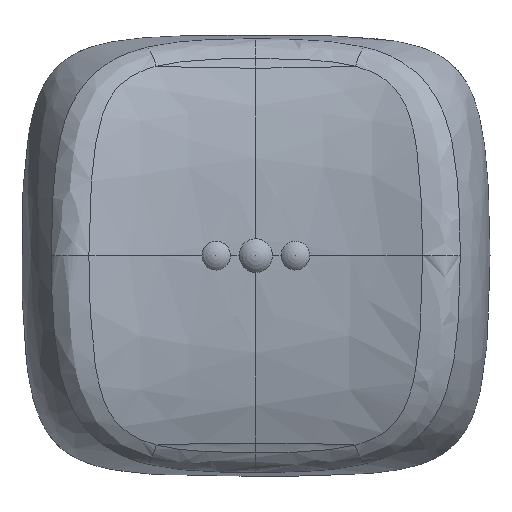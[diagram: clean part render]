
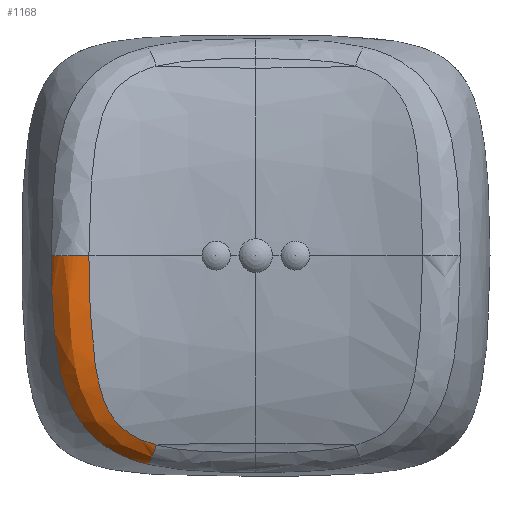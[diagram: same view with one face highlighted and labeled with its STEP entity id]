
A CAD part, top view. The second image highlights one B-rep face of the part: STEP entity #1168.
In plain terms, the highlighted free-form (B-spline) face has degree [3, 3] with [5, 12] control points.
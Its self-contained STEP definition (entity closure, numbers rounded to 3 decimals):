
#36=B_SPLINE_SURFACE_WITH_KNOTS('',3,3,((#7117,#7118,#7119,#7120,#7121,
#7122,#7123,#7124,#7125,#7126,#7127,#7128),(#7129,#7130,#7131,#7132,#7133,
#7134,#7135,#7136,#7137,#7138,#7139,#7140),(#7141,#7142,#7143,#7144,#7145,
#7146,#7147,#7148,#7149,#7150,#7151,#7152),(#7153,#7154,#7155,#7156,#7157,
#7158,#7159,#7160,#7161,#7162,#7163,#7164),(#7165,#7166,#7167,#7168,#7169,
#7170,#7171,#7172,#7173,#7174,#7175,#7176)),.UNSPECIFIED.,.F.,.F.,.F.,(4,
1,4),(4,1,1,1,1,1,1,1,1,4),(0.,0.5,1.),(0.,0.087,0.116,
0.173,0.231,0.347,0.462,
0.578,0.665,0.809),.UNSPECIFIED.);
#100=B_SPLINE_CURVE_WITH_KNOTS('',3,(#6032,#6033,#6034,#6035,#6036,#6037,
#6038,#6039,#6040,#6041,#6042,#6043),.UNSPECIFIED.,.F.,.F.,(4,1,1,1,1,1,
1,1,1,4),(0.,0.087,0.116,0.173,0.231,
0.347,0.462,0.578,0.665,
0.809),.UNSPECIFIED.);
#108=B_SPLINE_CURVE_WITH_KNOTS('',3,(#7044,#7045,#7046,#7047,#7048,#7049,
#7050,#7051,#7052,#7053,#7054,#7055),.UNSPECIFIED.,.F.,.F.,(4,1,1,1,1,1,
1,1,1,4),(-0.809,-0.665,-0.578,-0.462,
-0.347,-0.231,-0.173,-0.116,
-0.087,0.),.UNSPECIFIED.);
#196=FACE_OUTER_BOUND('',#262,.T.);
#262=EDGE_LOOP('',(#1059,#1060,#1061,#1062));
#313=CIRCLE('',#1259,1.26);
#315=CIRCLE('',#1261,1.26);
#534=VERTEX_POINT('',#5881);
#539=VERTEX_POINT('',#6031);
#546=VERTEX_POINT('',#7037);
#547=VERTEX_POINT('',#7043);
#705=EDGE_CURVE('',#539,#534,#100,.T.);
#716=EDGE_CURVE('',#547,#546,#108,.T.);
#721=EDGE_CURVE('',#539,#546,#313,.T.);
#724=EDGE_CURVE('',#534,#547,#315,.T.);
#1059=ORIENTED_EDGE('',*,*,#724,.T.);
#1060=ORIENTED_EDGE('',*,*,#716,.T.);
#1061=ORIENTED_EDGE('',*,*,#721,.F.);
#1062=ORIENTED_EDGE('',*,*,#705,.T.);
#1168=ADVANCED_FACE('',(#196),#36,.F.);
#1259=AXIS2_PLACEMENT_3D('',#7109,#1479,#1480);
#1261=AXIS2_PLACEMENT_3D('',#7177,#1483,#1484);
#1479=DIRECTION('center_axis',(0.957,-0.201,-0.211));
#1480=DIRECTION('ref_axis',(0.126,-0.37,0.92));
#1483=DIRECTION('center_axis',(0.,-1.,0.));
#1484=DIRECTION('ref_axis',(0.3,0.,0.954));
#5881=CARTESIAN_POINT('',(-6.23,0.,5.526));
#6031=CARTESIAN_POINT('',(-3.716,-7.072,3.978));
#6032=CARTESIAN_POINT('Ctrl Pts',(-3.716,-7.072,3.978));
#6033=CARTESIAN_POINT('Ctrl Pts',(-3.975,-7.001,4.041));
#6034=CARTESIAN_POINT('Ctrl Pts',(-4.31,-6.883,4.142));
#6035=CARTESIAN_POINT('Ctrl Pts',(-4.773,-6.618,4.325));
#6036=CARTESIAN_POINT('Ctrl Pts',(-5.124,-6.338,4.494));
#6037=CARTESIAN_POINT('Ctrl Pts',(-5.574,-5.74,4.781));
#6038=CARTESIAN_POINT('Ctrl Pts',(-5.891,-4.792,5.089));
#6039=CARTESIAN_POINT('Ctrl Pts',(-6.074,-3.588,5.319));
#6040=CARTESIAN_POINT('Ctrl Pts',(-6.163,-2.482,5.44));
#6041=CARTESIAN_POINT('Ctrl Pts',(-6.217,-1.284,5.512));
#6042=CARTESIAN_POINT('Ctrl Pts',(-6.23,-0.492,
5.526));
#6043=CARTESIAN_POINT('Ctrl Pts',(-6.23,0.,
5.526));
#7037=CARTESIAN_POINT('',(-4.033,-7.787,3.225));
#7043=CARTESIAN_POINT('',(-7.634,0.,5.056));
#7044=CARTESIAN_POINT('Ctrl Pts',(-7.634,0.,
5.056));
#7045=CARTESIAN_POINT('Ctrl Pts',(-7.634,-0.505,
5.056));
#7046=CARTESIAN_POINT('Ctrl Pts',(-7.619,-1.312,5.039));
#7047=CARTESIAN_POINT('Ctrl Pts',(-7.561,-2.538,4.96));
#7048=CARTESIAN_POINT('Ctrl Pts',(-7.446,-3.692,4.833));
#7049=CARTESIAN_POINT('Ctrl Pts',(-7.196,-4.998,4.613));
#7050=CARTESIAN_POINT('Ctrl Pts',(-6.645,-6.178,4.317));
#7051=CARTESIAN_POINT('Ctrl Pts',(-5.893,-6.95,3.955));
#7052=CARTESIAN_POINT('Ctrl Pts',(-5.381,-7.286,3.718));
#7053=CARTESIAN_POINT('Ctrl Pts',(-4.754,-7.59,3.459));
#7054=CARTESIAN_POINT('Ctrl Pts',(-4.34,-7.715,3.315));
#7055=CARTESIAN_POINT('Ctrl Pts',(-4.033,-7.787,3.225));
#7109=CARTESIAN_POINT('Origin',(-3.875,-6.605,2.818));
#7117=CARTESIAN_POINT('Ctrl Pts',(-3.716,-7.072,3.978));
#7118=CARTESIAN_POINT('Ctrl Pts',(-3.975,-7.001,4.041));
#7119=CARTESIAN_POINT('Ctrl Pts',(-4.31,-6.883,4.142));
#7120=CARTESIAN_POINT('Ctrl Pts',(-4.773,-6.618,4.325));
#7121=CARTESIAN_POINT('Ctrl Pts',(-5.124,-6.338,4.494));
#7122=CARTESIAN_POINT('Ctrl Pts',(-5.574,-5.74,4.781));
#7123=CARTESIAN_POINT('Ctrl Pts',(-5.891,-4.792,5.089));
#7124=CARTESIAN_POINT('Ctrl Pts',(-6.074,-3.588,5.319));
#7125=CARTESIAN_POINT('Ctrl Pts',(-6.163,-2.482,5.44));
#7126=CARTESIAN_POINT('Ctrl Pts',(-6.217,-1.284,5.512));
#7127=CARTESIAN_POINT('Ctrl Pts',(-6.23,-0.492,
5.526));
#7128=CARTESIAN_POINT('Ctrl Pts',(-6.23,0.,
5.526));
#7129=CARTESIAN_POINT('Ctrl Pts',(-3.766,-7.241,3.916));
#7130=CARTESIAN_POINT('Ctrl Pts',(-4.032,-7.169,3.984));
#7131=CARTESIAN_POINT('Ctrl Pts',(-4.381,-7.047,4.092));
#7132=CARTESIAN_POINT('Ctrl Pts',(-4.872,-6.774,4.291));
#7133=CARTESIAN_POINT('Ctrl Pts',(-5.252,-6.483,4.477));
#7134=CARTESIAN_POINT('Ctrl Pts',(-5.757,-5.857,4.799));
#7135=CARTESIAN_POINT('Ctrl Pts',(-6.123,-4.867,5.143));
#7136=CARTESIAN_POINT('Ctrl Pts',(-6.32,-3.631,5.389));
#7137=CARTESIAN_POINT('Ctrl Pts',(-6.414,-2.506,5.516));
#7138=CARTESIAN_POINT('Ctrl Pts',(-6.469,-1.295,5.591));
#7139=CARTESIAN_POINT('Ctrl Pts',(-6.482,-0.497,
5.605));
#7140=CARTESIAN_POINT('Ctrl Pts',(-6.482,0.,
5.605));
#7141=CARTESIAN_POINT('Ctrl Pts',(-3.875,-7.549,3.715));
#7142=CARTESIAN_POINT('Ctrl Pts',(-4.159,-7.475,3.793));
#7143=CARTESIAN_POINT('Ctrl Pts',(-4.535,-7.348,3.917));
#7144=CARTESIAN_POINT('Ctrl Pts',(-5.086,-7.059,4.147));
#7145=CARTESIAN_POINT('Ctrl Pts',(-5.525,-6.747,4.363));
#7146=CARTESIAN_POINT('Ctrl Pts',(-6.15,-6.064,4.732));
#7147=CARTESIAN_POINT('Ctrl Pts',(-6.626,-4.988,5.11));
#7148=CARTESIAN_POINT('Ctrl Pts',(-6.86,-3.697,5.371));
#7149=CARTESIAN_POINT('Ctrl Pts',(-6.966,-2.544,5.506));
#7150=CARTESIAN_POINT('Ctrl Pts',(-7.022,-1.313,5.584));
#7151=CARTESIAN_POINT('Ctrl Pts',(-7.036,-0.504,
5.6));
#7152=CARTESIAN_POINT('Ctrl Pts',(-7.036,0.,
5.6));
#7153=CARTESIAN_POINT('Ctrl Pts',(-3.984,-7.734,3.398));
#7154=CARTESIAN_POINT('Ctrl Pts',(-4.284,-7.661,3.484));
#7155=CARTESIAN_POINT('Ctrl Pts',(-4.686,-7.534,3.622));
#7156=CARTESIAN_POINT('Ctrl Pts',(-5.291,-7.234,3.874));
#7157=CARTESIAN_POINT('Ctrl Pts',(-5.782,-6.906,4.106));
#7158=CARTESIAN_POINT('Ctrl Pts',(-6.501,-6.163,4.476));
#7159=CARTESIAN_POINT('Ctrl Pts',(-7.043,-5.012,4.807));
#7160=CARTESIAN_POINT('Ctrl Pts',(-7.295,-3.704,5.044));
#7161=CARTESIAN_POINT('Ctrl Pts',(-7.409,-2.546,5.175));
#7162=CARTESIAN_POINT('Ctrl Pts',(-7.467,-1.315,5.254));
#7163=CARTESIAN_POINT('Ctrl Pts',(-7.481,-0.505,
5.271));
#7164=CARTESIAN_POINT('Ctrl Pts',(-7.481,0.,
5.271));
#7165=CARTESIAN_POINT('Ctrl Pts',(-4.033,-7.787,3.225));
#7166=CARTESIAN_POINT('Ctrl Pts',(-4.34,-7.715,3.315));
#7167=CARTESIAN_POINT('Ctrl Pts',(-4.754,-7.59,3.459));
#7168=CARTESIAN_POINT('Ctrl Pts',(-5.381,-7.286,3.718));
#7169=CARTESIAN_POINT('Ctrl Pts',(-5.893,-6.95,3.955));
#7170=CARTESIAN_POINT('Ctrl Pts',(-6.645,-6.178,4.317));
#7171=CARTESIAN_POINT('Ctrl Pts',(-7.196,-4.998,4.613));
#7172=CARTESIAN_POINT('Ctrl Pts',(-7.446,-3.692,4.833));
#7173=CARTESIAN_POINT('Ctrl Pts',(-7.561,-2.538,4.96));
#7174=CARTESIAN_POINT('Ctrl Pts',(-7.619,-1.312,5.039));
#7175=CARTESIAN_POINT('Ctrl Pts',(-7.634,-0.505,
5.056));
#7176=CARTESIAN_POINT('Ctrl Pts',(-7.634,0.,
5.056));
#7177=CARTESIAN_POINT('Origin',(-6.608,0.,4.324));
